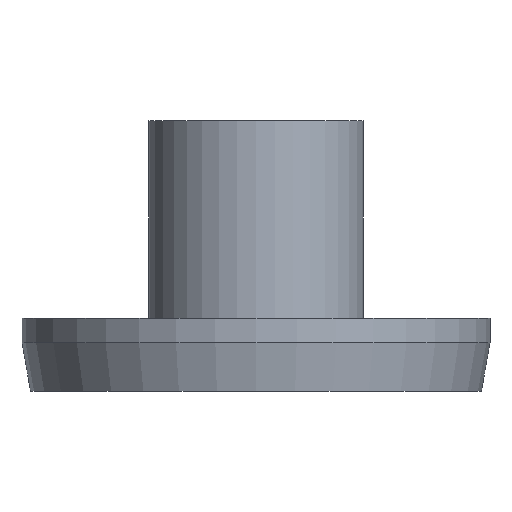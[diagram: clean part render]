
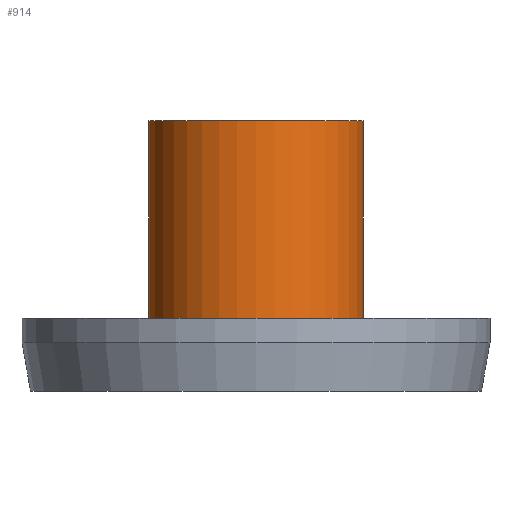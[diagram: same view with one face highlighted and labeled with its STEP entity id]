
A CAD part, front view. The second image highlights one B-rep face of the part: STEP entity #914.
In plain terms, the highlighted cylindrical face has radius 25 mm (diameter 50 mm), a partial arc.
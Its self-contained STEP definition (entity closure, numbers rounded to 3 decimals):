
#1 = AXIS2_PLACEMENT_3D ( 'NONE', #975, #810, #55 ) ;
#4 = VECTOR ( 'NONE', #561, 1000. ) ;
#9 = CARTESIAN_POINT ( 'NONE',  ( 0., 0., 17. ) ) ;
#25 = LINE ( 'NONE', #558, #4 ) ;
#55 = DIRECTION ( 'NONE',  ( 1., 0., 0. ) ) ;
#108 = VERTEX_POINT ( 'NONE', #511 ) ;
#157 = VECTOR ( 'NONE', #351, 1000. ) ;
#178 = CARTESIAN_POINT ( 'NONE',  ( -25., 0., 63. ) ) ;
#205 = CARTESIAN_POINT ( 'NONE',  ( -25., 0., 63. ) ) ;
#246 = CARTESIAN_POINT ( 'NONE',  ( 0., 0., 63. ) ) ;
#276 = ORIENTED_EDGE ( 'NONE', *, *, #402, .T. ) ;
#284 = FACE_OUTER_BOUND ( 'NONE', #488, .T. ) ;
#351 = DIRECTION ( 'NONE',  ( 0., 0., -1. ) ) ;
#395 = DIRECTION ( 'NONE',  ( 0., 0., -1. ) ) ;
#402 = EDGE_CURVE ( 'NONE', #108, #805, #818, .T. ) ;
#404 = CARTESIAN_POINT ( 'NONE',  ( 25., 0., 63. ) ) ;
#417 = VERTEX_POINT ( 'NONE', #178 ) ;
#448 = EDGE_CURVE ( 'NONE', #590, #805, #25, .T. ) ;
#454 = CARTESIAN_POINT ( 'NONE',  ( 25., 0., 17. ) ) ;
#459 = AXIS2_PLACEMENT_3D ( 'NONE', #9, #617, #699 ) ;
#488 = EDGE_LOOP ( 'NONE', ( #563, #936, #489, #276 ) ) ;
#489 = ORIENTED_EDGE ( 'NONE', *, *, #549, .T. ) ;
#511 = CARTESIAN_POINT ( 'NONE',  ( -25., 0., 17. ) ) ;
#536 = EDGE_CURVE ( 'NONE', #417, #590, #668, .T. ) ;
#541 = LINE ( 'NONE', #205, #157 ) ;
#549 = EDGE_CURVE ( 'NONE', #417, #108, #541, .T. ) ;
#558 = CARTESIAN_POINT ( 'NONE',  ( 25., 0., 63. ) ) ;
#561 = DIRECTION ( 'NONE',  ( 0., 0., -1. ) ) ;
#563 = ORIENTED_EDGE ( 'NONE', *, *, #448, .F. ) ;
#574 = CYLINDRICAL_SURFACE ( 'NONE', #949, 25. ) ;
#590 = VERTEX_POINT ( 'NONE', #404 ) ;
#617 = DIRECTION ( 'NONE',  ( 0., 0., 1. ) ) ;
#668 = CIRCLE ( 'NONE', #1, 25. ) ;
#699 = DIRECTION ( 'NONE',  ( 1., 0., 0. ) ) ;
#805 = VERTEX_POINT ( 'NONE', #454 ) ;
#810 = DIRECTION ( 'NONE',  ( 0., 0., 1. ) ) ;
#818 = CIRCLE ( 'NONE', #459, 25. ) ;
#914 = ADVANCED_FACE ( 'NONE', ( #284 ), #574, .T. ) ;
#936 = ORIENTED_EDGE ( 'NONE', *, *, #536, .F. ) ;
#938 = DIRECTION ( 'NONE',  ( -1., 0., 0. ) ) ;
#949 = AXIS2_PLACEMENT_3D ( 'NONE', #246, #395, #938 ) ;
#975 = CARTESIAN_POINT ( 'NONE',  ( 0., 0., 63. ) ) ;
